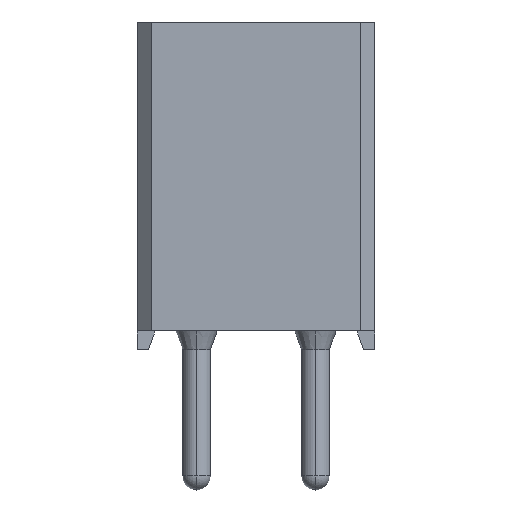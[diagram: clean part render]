
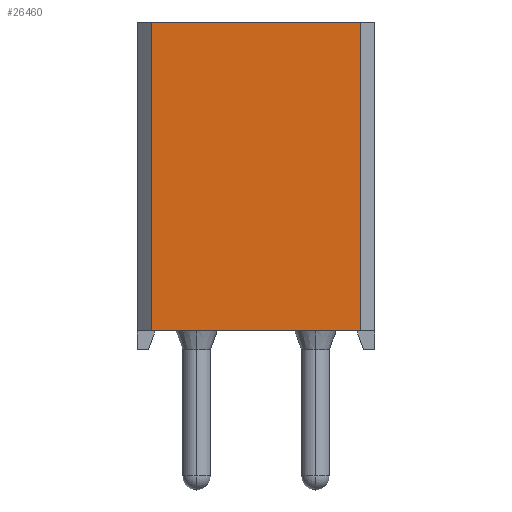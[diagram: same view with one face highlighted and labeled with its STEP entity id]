
A CAD part, left-side view. The second image highlights one B-rep face of the part: STEP entity #26460.
In plain terms, the highlighted planar face has unit normal (-1, 0, 0).
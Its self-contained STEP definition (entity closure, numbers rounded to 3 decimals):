
#783 = VECTOR ( 'NONE', #4084, 1000. ) ;
#1796 = ORIENTED_EDGE ( 'NONE', *, *, #12897, .F. ) ;
#2654 = FACE_OUTER_BOUND ( 'NONE', #7125, .T. ) ;
#2956 = AXIS2_PLACEMENT_3D ( 'NONE', #21996, #22182, #19433 ) ;
#4084 = DIRECTION ( 'NONE',  ( 0., 1., 0. ) ) ;
#4541 = VECTOR ( 'NONE', #30399, 1000. ) ;
#4622 = CARTESIAN_POINT ( 'NONE',  ( -19.05, 2.24, 7. ) ) ;
#5212 = CARTESIAN_POINT ( 'NONE',  ( -19.05, -2.24, 7. ) ) ;
#5319 = ORIENTED_EDGE ( 'NONE', *, *, #35330, .T. ) ;
#5423 = PLANE ( 'NONE',  #2956 ) ;
#6561 = VERTEX_POINT ( 'NONE', #5212 ) ;
#7125 = EDGE_LOOP ( 'NONE', ( #12773, #1796, #25260, #5319 ) ) ;
#8115 = VERTEX_POINT ( 'NONE', #33131 ) ;
#10899 = CARTESIAN_POINT ( 'NONE',  ( -19.05, -2.24, 7. ) ) ;
#11478 = LINE ( 'NONE', #29126, #35661 ) ;
#11649 = EDGE_CURVE ( 'NONE', #8115, #34677, #18053, .T. ) ;
#12773 = ORIENTED_EDGE ( 'NONE', *, *, #11649, .F. ) ;
#12897 = EDGE_CURVE ( 'NONE', #6561, #8115, #27847, .T. ) ;
#14198 = VERTEX_POINT ( 'NONE', #4622 ) ;
#15633 = CARTESIAN_POINT ( 'NONE',  ( -19.05, 2.3, 0.4 ) ) ;
#16433 = CARTESIAN_POINT ( 'NONE',  ( -19.05, 2.24, 7. ) ) ;
#17883 = EDGE_CURVE ( 'NONE', #14198, #6561, #11478, .T. ) ;
#18053 = LINE ( 'NONE', #15633, #783 ) ;
#19433 = DIRECTION ( 'NONE',  ( 0., 1., 0. ) ) ;
#21996 = CARTESIAN_POINT ( 'NONE',  ( -19.05, 2.24, 7. ) ) ;
#22182 = DIRECTION ( 'NONE',  ( 1., 0., 0. ) ) ;
#25260 = ORIENTED_EDGE ( 'NONE', *, *, #17883, .F. ) ;
#26332 = VECTOR ( 'NONE', #27792, 1000. ) ;
#26460 = ADVANCED_FACE ( 'NONE', ( #2654 ), #5423, .F. ) ;
#27792 = DIRECTION ( 'NONE',  ( 0., 0., -1. ) ) ;
#27847 = LINE ( 'NONE', #10899, #4541 ) ;
#28443 = DIRECTION ( 'NONE',  ( 0., -1., 0. ) ) ;
#29126 = CARTESIAN_POINT ( 'NONE',  ( -19.05, 2.24, 7. ) ) ;
#29586 = CARTESIAN_POINT ( 'NONE',  ( -19.05, 2.24, 0.4 ) ) ;
#30399 = DIRECTION ( 'NONE',  ( 0., 0., -1. ) ) ;
#30740 = LINE ( 'NONE', #16433, #26332 ) ;
#33131 = CARTESIAN_POINT ( 'NONE',  ( -19.05, -2.24, 0.4 ) ) ;
#34677 = VERTEX_POINT ( 'NONE', #29586 ) ;
#35330 = EDGE_CURVE ( 'NONE', #14198, #34677, #30740, .T. ) ;
#35661 = VECTOR ( 'NONE', #28443, 1000. ) ;
